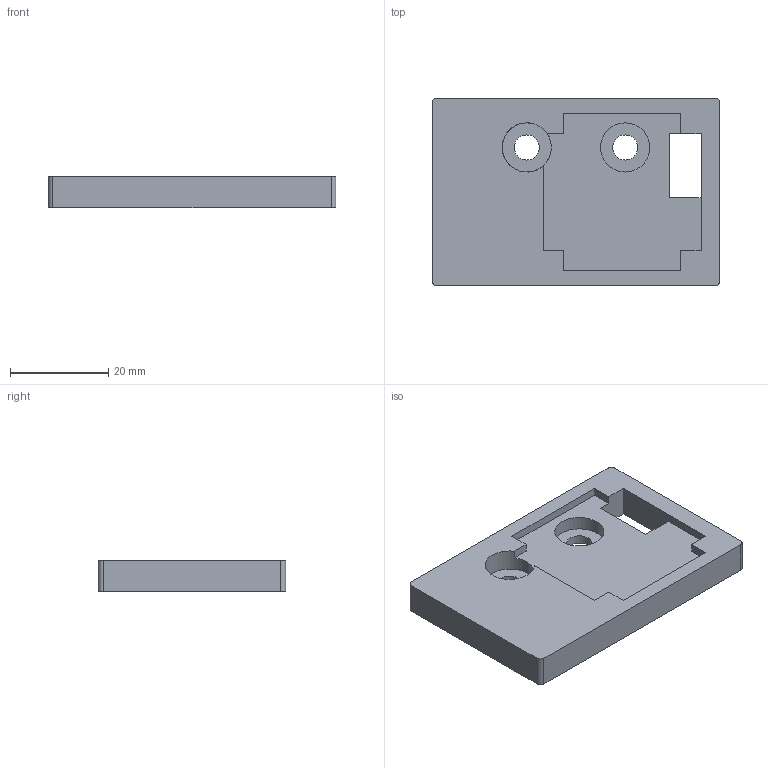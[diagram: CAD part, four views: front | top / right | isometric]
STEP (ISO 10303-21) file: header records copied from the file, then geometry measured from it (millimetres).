
FILE_DESCRIPTION(/* description */ (''),/* implementation_level */ '2;1');
FILE_NAME(/* name */ 'f4724860-b763-4a34-918e-2356566266d2.stp',/* time_stamp */ '2016-03-13T03:19:03+00:00',/* author */ (''),/* organization */ (''),/* preprocessor_version */ 'ST-DEVELOPER v16.2',/* originating_system */ 'Autodesk Translation Framework v4.3.0.3010',/* authorisation */ '');
FILE_SCHEMA (('AUTOMOTIVE_DESIGN { 1 0 10303 214 3 1 1 }'));
Length unit declared in the file: centimetre
Products named in the file (2): Camera Bracket.f3d v9; CameraBracket
Assembly tree (1 placements, depth 2):
  Camera Bracket.f3d v9
    CameraBracket
Bounding box: 58.5 x 38.1 x 6.35 mm (x, y, z)
Volume: 11408.4 mm3; surface area: 6229.7 mm2
Topology: 1 solids, 1 shells, 33 faces, 89 edges, 59 vertices
Faces by surface type: plane 23, cylinder 9, cone 1
Full cylindrical faces by diameter (mm): 2.3 x1, 5.1 x2, 10 x2
Entity records: 1041 total; most frequent: CARTESIAN_POINT 174, DIRECTION 172, ORIENTED_EDGE 162, EDGE_CURVE 81, LINE 62, VECTOR 62, VERTEX_POINT 57, AXIS2_PLACEMENT_3D 55
